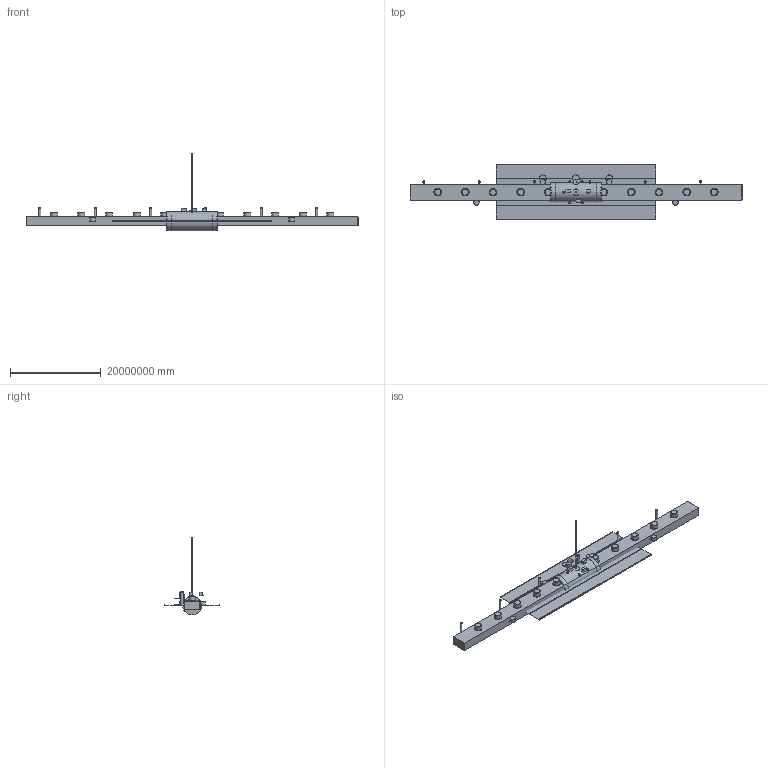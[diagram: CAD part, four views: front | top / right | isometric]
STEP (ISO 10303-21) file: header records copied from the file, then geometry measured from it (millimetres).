
FILE_DESCRIPTION(('FreeCAD Model'),'2;1');
FILE_NAME('Open CASCADE Shape Model','2025-11-14T08:40:52',('Author'),( ''),'Open CASCADE STEP processor 7.8','FreeCAD','Unknown');
FILE_SCHEMA(('AUTOMOTIVE_DESIGN { 1 0 10303 214 1 1 1 1 }'));
Length unit declared in the file: metre
Products named in the file (16): Solar_Array_1; Habitation_Module_1; Central_Truss; Habitation_Module_2; Laboratory_Module_1; Laboratory_Module_2; Solar_Array_2; Solar_Array_4; Laboratory_Module_3; Solar_Array_3; Solar_Array_5; Solar_Array_6; Solar_Array_8; Robotic_Arm; Solar_Array_7; Multiple_Docking_Ports
Bounding box: 73000000 x 12100000 x 17107500 mm (x, y, z)
Volume: 669915003283916193792 mm3
Topology: 59 solids, 62 shells, 940 faces, 1759 edges, 980 vertices
Faces by surface type: plane 816, cylinder 90, torus 34
Full cylindrical faces by diameter (mm): 177147 x1, 196830 x1, 200000 x8, 218700 x1, 243000 x1, 270000 x1, 300000 x1, 400000 x12, 500000 x6, 1200000 x19, 1500000 x11, 4100000 x5, 4200000 x5
Entity records: 45654 total; most frequent: CARTESIAN_POINT 7766, DIRECTION 7047, LINE 4439, VECTOR 4439, ORIENTED_EDGE 3518, PCURVE 3518, DEFINITIONAL_REPRESENTATION 3518, EDGE_CURVE 1759
